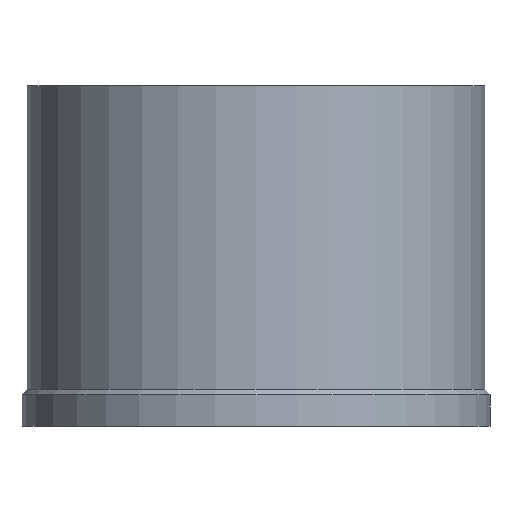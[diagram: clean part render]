
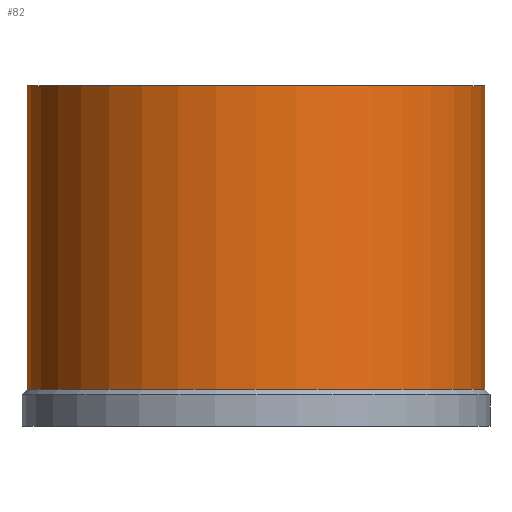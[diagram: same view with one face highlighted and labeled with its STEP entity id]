
A CAD part, front view. The second image highlights one B-rep face of the part: STEP entity #82.
In plain terms, the highlighted cylindrical face has radius 412.75 mm (diameter 825.5 mm), a full revolution.
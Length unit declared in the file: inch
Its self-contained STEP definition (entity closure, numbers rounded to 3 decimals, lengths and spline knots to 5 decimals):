
#25=FACE_BOUND('',#42,.T.);
#31=FACE_OUTER_BOUND('',#41,.T.);
#41=EDGE_LOOP('',(#71));
#42=EDGE_LOOP('',(#72));
#47=CIRCLE('',#96,16.25);
#50=CIRCLE('',#101,16.25);
#53=VERTEX_POINT('',#137);
#56=VERTEX_POINT('',#145);
#59=EDGE_CURVE('',#53,#53,#47,.T.);
#62=EDGE_CURVE('',#56,#56,#50,.T.);
#71=ORIENTED_EDGE('',*,*,#59,.F.);
#72=ORIENTED_EDGE('',*,*,#62,.F.);
#76=CYLINDRICAL_SURFACE('',#102,16.25);
#82=ADVANCED_FACE('',(#31,#25),#76,.T.);
#96=AXIS2_PLACEMENT_3D('',#138,#114,#115);
#101=AXIS2_PLACEMENT_3D('',#146,#124,#125);
#102=AXIS2_PLACEMENT_3D('',#147,#126,#127);
#114=DIRECTION('center_axis',(0.,0.,1.));
#115=DIRECTION('ref_axis',(-1.,0.,0.));
#124=DIRECTION('center_axis',(0.,0.,-1.));
#125=DIRECTION('ref_axis',(1.,0.,0.));
#126=DIRECTION('center_axis',(0.,0.,1.));
#127=DIRECTION('ref_axis',(-1.,0.,0.));
#137=CARTESIAN_POINT('',(16.25,0.,23.71654));
#138=CARTESIAN_POINT('Origin',(0.,0.,23.71654));
#145=CARTESIAN_POINT('',(-16.25,0.,2.125));
#146=CARTESIAN_POINT('Origin',(0.,0.,2.125));
#147=CARTESIAN_POINT('Origin',(0.,0.,0.));
